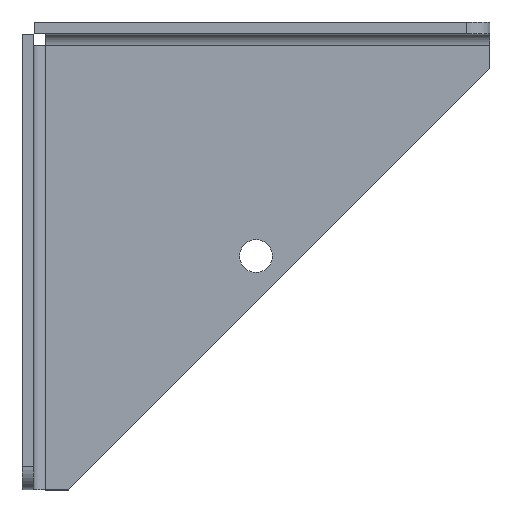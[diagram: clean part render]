
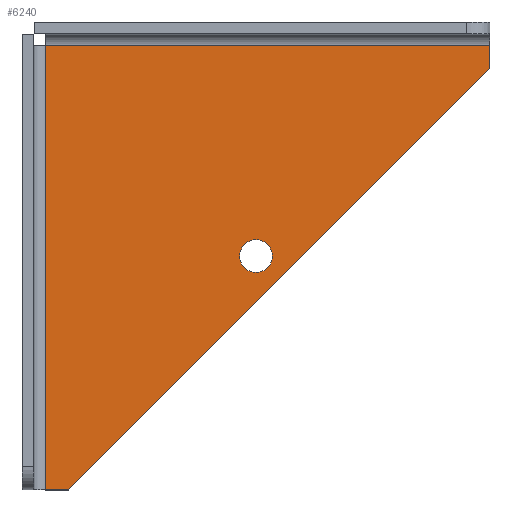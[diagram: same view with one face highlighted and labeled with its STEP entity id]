
A CAD part, top view. The second image highlights one B-rep face of the part: STEP entity #6240.
In plain terms, the highlighted planar face has unit normal (0, 0, 1).
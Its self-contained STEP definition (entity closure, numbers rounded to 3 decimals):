
#5620=CARTESIAN_POINT('',(27.5,45.,2.5));
#5630=DIRECTION('',(0.,0.,-1.));
#5640=DIRECTION('',(0.,1.,0.));
#5650=AXIS2_PLACEMENT_3D('',#5620,#5630,#5640);
#5660=PLANE('',#5650);
#5670=CARTESIAN_POINT('',(0.,0.,2.5));
#5680=DIRECTION('',(1.,0.,0.));
#5690=VECTOR('',#5680,1.);
#5700=LINE('',#5670,#5690);
#5710=CARTESIAN_POINT('',(5.06,0.,2.5));
#5720=VERTEX_POINT('',#5710);
#5730=CARTESIAN_POINT('',(10.,0.,2.5));
#5740=VERTEX_POINT('',#5730);
#5750=EDGE_CURVE('',#5720,#5740,#5700,.T.);
#5760=ORIENTED_EDGE('',*,*,#5750,.T.);
#5770=CARTESIAN_POINT('',(5.06,45.,2.5));
#5780=DIRECTION('',(0.,-1.,0.));
#5790=VECTOR('',#5780,1.);
#5800=LINE('',#5770,#5790);
#5810=CARTESIAN_POINT('',(5.06,94.94,2.5));
#5820=VERTEX_POINT('',#5810);
#5830=EDGE_CURVE('',#5820,#5720,#5800,.T.);
#5840=ORIENTED_EDGE('',*,*,#5830,.T.);
#5850=CARTESIAN_POINT('',(27.5,94.94,2.5));
#5860=DIRECTION('',(-1.,0.,0.));
#5870=VECTOR('',#5860,1.);
#5880=LINE('',#5850,#5870);
#5890=CARTESIAN_POINT('',(100.,94.94,2.5));
#5900=VERTEX_POINT('',#5890);
#5910=EDGE_CURVE('',#5900,#5820,#5880,.T.);
#5920=ORIENTED_EDGE('',*,*,#5910,.T.);
#5930=CARTESIAN_POINT('',(100.,90.,2.5));
#5940=DIRECTION('',(0.,1.,0.));
#5950=VECTOR('',#5940,1.);
#5960=LINE('',#5930,#5950);
#5970=CARTESIAN_POINT('',(100.,90.,2.5));
#5980=VERTEX_POINT('',#5970);
#5990=EDGE_CURVE('',#5980,#5900,#5960,.T.);
#6000=ORIENTED_EDGE('',*,*,#5990,.T.);
#6010=CARTESIAN_POINT('',(10.,0.,2.5));
#6020=DIRECTION('',(-0.707,-0.707,0.));
#6030=VECTOR('',#6020,1.);
#6040=LINE('',#6010,#6030);
#6050=EDGE_CURVE('',#5980,#5740,#6040,.T.);
#6060=ORIENTED_EDGE('',*,*,#6050,.F.);
#6070=EDGE_LOOP('',(#6060,#6000,#5920,#5840,#5760));
#6080=FACE_OUTER_BOUND('',#6070,.T.);
#6090=CARTESIAN_POINT('',(50.,50.,2.5));
#6100=DIRECTION('',(0.,0.,-1.));
#6110=DIRECTION('',(1.,0.,0.));
#6120=AXIS2_PLACEMENT_3D('',#6090,#6100,#6110);
#6130=CIRCLE('',#6120,3.5);
#6140=CARTESIAN_POINT('',(53.5,50.,2.5));
#6150=VERTEX_POINT('',#6140);
#6160=CARTESIAN_POINT('',(46.5,50.,2.5));
#6170=VERTEX_POINT('',#6160);
#6180=EDGE_CURVE('',#6150,#6170,#6130,.T.);
#6190=ORIENTED_EDGE('',*,*,#6180,.T.);
#6200=EDGE_CURVE('',#6170,#6150,#6130,.T.);
#6210=ORIENTED_EDGE('',*,*,#6200,.T.);
#6220=EDGE_LOOP('',(#6210,#6190));
#6230=FACE_BOUND('',#6220,.T.);
#6240=ADVANCED_FACE('',(#6080,#6230),#5660,.F.);
